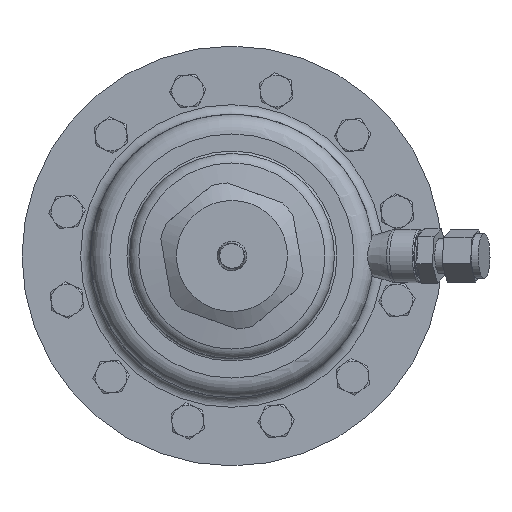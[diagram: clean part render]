
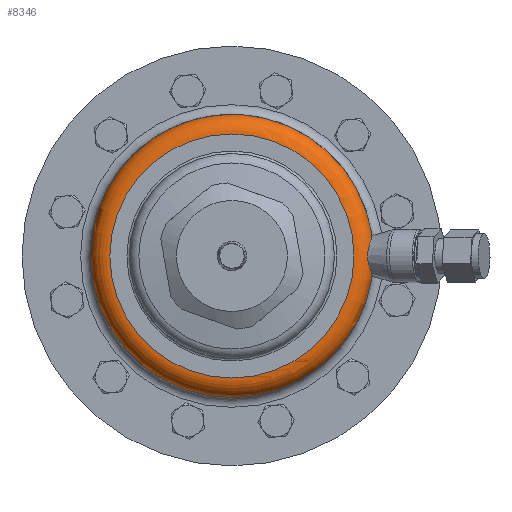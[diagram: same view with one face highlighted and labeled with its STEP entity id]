
A CAD part, front view. The second image highlights one B-rep face of the part: STEP entity #8346.
In plain terms, the highlighted toroidal (fillet/blend) face has major radius 50 mm and minor radius 8 mm.
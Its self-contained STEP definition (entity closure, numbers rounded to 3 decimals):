
#780 = CARTESIAN_POINT ( 'NONE',  ( 57.389, -374.675, 8.14 ) ) ;
#1441 = CARTESIAN_POINT ( 'NONE',  ( 55.971, -379.026, 3.17 ) ) ;
#1672 = CARTESIAN_POINT ( 'NONE',  ( 57.089, -376.603, 6.892 ) ) ;
#1703 = DIRECTION ( 'NONE',  ( 0., 0., -1. ) ) ;
#4105 = CARTESIAN_POINT ( 'NONE',  ( 56.417, -378.291, 4.809 ) ) ;
#4762 = CARTESIAN_POINT ( 'NONE',  ( 56.299, -378.505, 4.412 ) ) ;
#5189 = EDGE_CURVE ( 'NONE', #35383, #35383, #15625, .T. ) ;
#7668 = CARTESIAN_POINT ( 'NONE',  ( 55.97, -379.028, -3.163 ) ) ;
#7881 = CARTESIAN_POINT ( 'NONE',  ( 55.8, -379.262, 2.285 ) ) ;
#8096 = CARTESIAN_POINT ( 'NONE',  ( 56.655, -377.813, -5.566 ) ) ;
#8129 = FACE_OUTER_BOUND ( 'NONE', #34243, .T. ) ;
#8346 = ADVANCED_FACE ( 'NONE', ( #8129, #31248 ), #28858, .T. ) ;
#9877 = AXIS2_PLACEMENT_3D ( 'NONE', #21123, #41788, #1703 ) ;
#10106 = ORIENTED_EDGE ( 'NONE', *, *, #5189, .F. ) ;
#11290 = AXIS2_PLACEMENT_3D ( 'NONE', #39604, #16699, #43534 ) ;
#11377 = CARTESIAN_POINT ( 'NONE',  ( 57.4, -374.244, 8.326 ) ) ;
#11606 = CARTESIAN_POINT ( 'NONE',  ( 56.989, -376.935, 6.584 ) ) ;
#14471 = CARTESIAN_POINT ( 'NONE',  ( 57.377, -373.8, 8.477 ) ) ;
#14679 = CARTESIAN_POINT ( 'NONE',  ( 56.478, -378.176, 5.004 ) ) ;
#14900 = CARTESIAN_POINT ( 'NONE',  ( 57.377, -373.8, -8.477 ) ) ;
#15141 = CARTESIAN_POINT ( 'NONE',  ( 57.315, -375.489, 7.706 ) ) ;
#15625 = CIRCLE ( 'NONE', #11290, 50. ) ;
#16577 = B_SPLINE_CURVE_WITH_KNOTS ( 'NONE', 3,
 ( #14900, #31217, #25029, #27680, #21549, #24385, #31648, #31876, #41759, #35159, #8096, #21749, #28303, #37807, #7668, #27880, #18431, #31443, #20886, #34287, #38241, #21096, #30975, #7881, #17781, #1441, #21322, #34938, #4762, #4105, #14679, #17555, #40880, #11606, #1672, #34727, #15141, #780, #11377, #14471 ),
 .UNSPECIFIED., .F., .F.,
 ( 4, 2, 2, 2, 2, 2, 2, 2, 2, 2, 2, 2, 2, 2, 2, 2, 2, 2, 2, 4 ),
 ( 0., 0.001, 0.002, 0.003, 0.004, 0.006, 0.007, 0.008, 0.01, 0.011, 0.012, 0.013, 0.014, 0.015, 0.016, 0.017, 0.018, 0.019, 0.021, 0.022 ),
 .UNSPECIFIED. ) ;
#16699 = DIRECTION ( 'NONE',  ( 0., -1., 0. ) ) ;
#17555 = CARTESIAN_POINT ( 'NONE',  ( 56.656, -377.81, 5.57 ) ) ;
#17781 = CARTESIAN_POINT ( 'NONE',  ( 55.84, -379.208, 2.51 ) ) ;
#18348 = AXIS2_PLACEMENT_3D ( 'NONE', #33895, #33681, #30813 ) ;
#18431 = CARTESIAN_POINT ( 'NONE',  ( 55.725, -379.359, -1.841 ) ) ;
#20688 = ORIENTED_EDGE ( 'NONE', *, *, #29465, .T. ) ;
#20886 = CARTESIAN_POINT ( 'NONE',  ( 55.602, -379.511, -0.461 ) ) ;
#21096 = CARTESIAN_POINT ( 'NONE',  ( 55.7, -379.39, 1.608 ) ) ;
#21123 = CARTESIAN_POINT ( 'NONE',  ( 0., -373.8, 0. ) ) ;
#21322 = CARTESIAN_POINT ( 'NONE',  ( 56.075, -378.875, 3.595 ) ) ;
#21395 = VERTEX_POINT ( 'NONE', #22471 ) ;
#21549 = CARTESIAN_POINT ( 'NONE',  ( 57.31, -375.476, -7.703 ) ) ;
#21749 = CARTESIAN_POINT ( 'NONE',  ( 56.417, -378.3, -4.813 ) ) ;
#22471 = CARTESIAN_POINT ( 'NONE',  ( 57.377, -373.8, -8.477 ) ) ;
#23316 = ORIENTED_EDGE ( 'NONE', *, *, #26114, .T. ) ;
#24385 = CARTESIAN_POINT ( 'NONE',  ( 57.249, -375.863, -7.453 ) ) ;
#25029 = CARTESIAN_POINT ( 'NONE',  ( 57.389, -374.668, -8.143 ) ) ;
#25689 = CARTESIAN_POINT ( 'NONE',  ( 0., -381.8, -50. ) ) ;
#26114 = EDGE_CURVE ( 'NONE', #21395, #41223, #16577, .T. ) ;
#27680 = CARTESIAN_POINT ( 'NONE',  ( 57.334, -375.277, -7.819 ) ) ;
#27880 = CARTESIAN_POINT ( 'NONE',  ( 55.795, -379.269, -2.287 ) ) ;
#28303 = CARTESIAN_POINT ( 'NONE',  ( 56.298, -378.511, -4.419 ) ) ;
#28858 = TOROIDAL_SURFACE ( 'NONE', #9877, 50., 8. ) ;
#29465 = EDGE_CURVE ( 'NONE', #41223, #21395, #38011, .T. ) ;
#30813 = DIRECTION ( 'NONE',  ( 0., 0., -1. ) ) ;
#30975 = CARTESIAN_POINT ( 'NONE',  ( 55.73, -379.353, 1.834 ) ) ;
#31217 = CARTESIAN_POINT ( 'NONE',  ( 57.399, -374.243, -8.326 ) ) ;
#31248 = FACE_OUTER_BOUND ( 'NONE', #42075, .T. ) ;
#31443 = CARTESIAN_POINT ( 'NONE',  ( 55.628, -379.48, -0.93 ) ) ;
#31648 = CARTESIAN_POINT ( 'NONE',  ( 57.213, -376.052, -7.319 ) ) ;
#31876 = CARTESIAN_POINT ( 'NONE',  ( 57.091, -376.596, -6.898 ) ) ;
#33681 = DIRECTION ( 'NONE',  ( 0., -1., 0. ) ) ;
#33744 = CARTESIAN_POINT ( 'NONE',  ( 57.377, -373.8, 8.477 ) ) ;
#33895 = CARTESIAN_POINT ( 'NONE',  ( 0., -373.8, 0. ) ) ;
#34243 = EDGE_LOOP ( 'NONE', ( #10106 ) ) ;
#34287 = CARTESIAN_POINT ( 'NONE',  ( 55.602, -379.511, 0.466 ) ) ;
#34727 = CARTESIAN_POINT ( 'NONE',  ( 57.253, -375.875, 7.457 ) ) ;
#34938 = CARTESIAN_POINT ( 'NONE',  ( 56.242, -378.603, 4.211 ) ) ;
#35159 = CARTESIAN_POINT ( 'NONE',  ( 56.774, -377.536, -5.927 ) ) ;
#35383 = VERTEX_POINT ( 'NONE', #25689 ) ;
#37807 = CARTESIAN_POINT ( 'NONE',  ( 56.075, -378.875, -3.595 ) ) ;
#38011 = CIRCLE ( 'NONE', #18348, 58. ) ;
#38241 = CARTESIAN_POINT ( 'NONE',  ( 55.628, -379.481, 0.925 ) ) ;
#39604 = CARTESIAN_POINT ( 'NONE',  ( 0., -381.8, 0. ) ) ;
#40880 = CARTESIAN_POINT ( 'NONE',  ( 56.773, -377.539, 5.923 ) ) ;
#41223 = VERTEX_POINT ( 'NONE', #33744 ) ;
#41759 = CARTESIAN_POINT ( 'NONE',  ( 56.992, -376.928, -6.592 ) ) ;
#41788 = DIRECTION ( 'NONE',  ( 0., -1., 0. ) ) ;
#42075 = EDGE_LOOP ( 'NONE', ( #20688, #23316 ) ) ;
#43534 = DIRECTION ( 'NONE',  ( 0., 0., -1. ) ) ;
